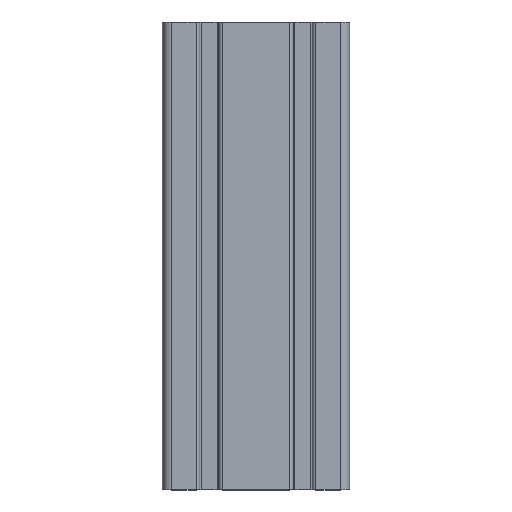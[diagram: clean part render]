
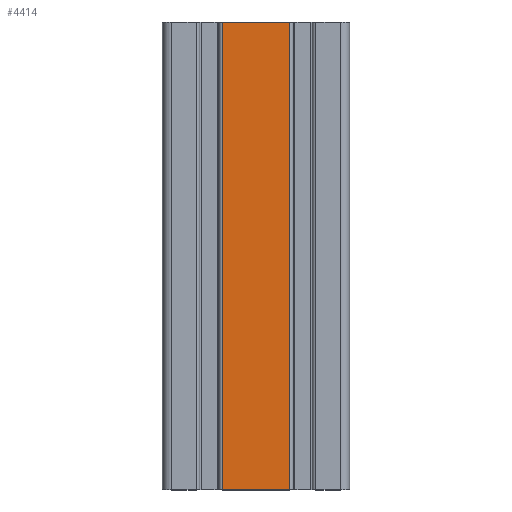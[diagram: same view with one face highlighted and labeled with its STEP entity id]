
A CAD part, top view. The second image highlights one B-rep face of the part: STEP entity #4414.
In plain terms, the highlighted planar face has unit normal (0, 0, 1).
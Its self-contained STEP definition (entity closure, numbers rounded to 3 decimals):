
#552=FACE_OUTER_BOUND('',#778,.T.);
#778=EDGE_LOOP('',(#3477,#3478,#3479,#3480));
#1170=LINE('',#7285,#1598);
#1171=LINE('',#7289,#1599);
#1172=LINE('',#7291,#1600);
#1173=LINE('',#7292,#1601);
#1598=VECTOR('',#5944,200.);
#1599=VECTOR('',#5949,28.8);
#1600=VECTOR('',#5950,200.);
#1601=VECTOR('',#5951,28.8);
#2039=VERTEX_POINT('',#7282);
#2040=VERTEX_POINT('',#7284);
#2041=VERTEX_POINT('',#7288);
#2042=VERTEX_POINT('',#7290);
#2647=EDGE_CURVE('',#2040,#2039,#1170,.T.);
#2649=EDGE_CURVE('',#2039,#2041,#1171,.T.);
#2650=EDGE_CURVE('',#2042,#2041,#1172,.T.);
#2651=EDGE_CURVE('',#2040,#2042,#1173,.T.);
#3477=ORIENTED_EDGE('',*,*,#2649,.T.);
#3478=ORIENTED_EDGE('',*,*,#2650,.F.);
#3479=ORIENTED_EDGE('',*,*,#2651,.F.);
#3480=ORIENTED_EDGE('',*,*,#2647,.T.);
#4219=PLANE('',#4818);
#4414=ADVANCED_FACE('',(#552),#4219,.T.);
#4818=AXIS2_PLACEMENT_3D('',#7287,#5947,#5948);
#5944=DIRECTION('',(0.,1.,0.));
#5947=DIRECTION('center_axis',(0.,0.,1.));
#5948=DIRECTION('ref_axis',(1.,0.,0.));
#5949=DIRECTION('',(-1.,0.,0.));
#5950=DIRECTION('',(0.,1.,0.));
#5951=DIRECTION('',(-1.,0.,0.));
#7282=CARTESIAN_POINT('',(14.4,200.,20.));
#7284=CARTESIAN_POINT('',(14.4,0.,20.));
#7285=CARTESIAN_POINT('',(14.4,0.,20.));
#7287=CARTESIAN_POINT('Origin',(-14.4,0.,20.));
#7288=CARTESIAN_POINT('',(-14.4,200.,20.));
#7289=CARTESIAN_POINT('',(-7.2,200.,20.));
#7290=CARTESIAN_POINT('',(-14.4,0.,20.));
#7291=CARTESIAN_POINT('',(-14.4,0.,20.));
#7292=CARTESIAN_POINT('',(-7.2,0.,20.));
